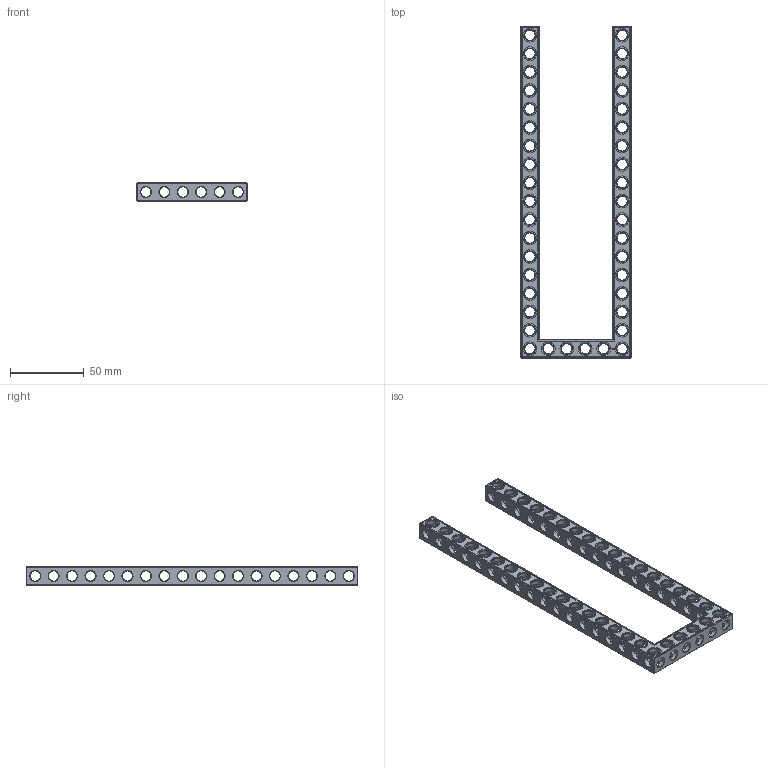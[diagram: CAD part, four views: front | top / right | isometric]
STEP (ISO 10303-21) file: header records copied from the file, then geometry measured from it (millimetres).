
FILE_DESCRIPTION(('FreeCAD Model'),'2;1');
FILE_NAME('Open CASCADE Shape Model','2022-02-23T20:21:48',( 'Paulo Kiefe'),('STEMFIE.org'),'Open CASCADE STEP processor 7.5', 'FreeCAD','Unknown');
FILE_SCHEMA(('AUTOMOTIVE_DESIGN { 1 0 10303 214 1 1 1 1 }'));
Products named in the file (1): Beam AGD ESS USH SYM BU06x18x01 - SPN-BEM-0374 (stemfie.org)
Bounding box: 75 x 225 x 12.5 mm (x, y, z)
Volume: 39096.1 mm3; surface area: 34889.4 mm2
Topology: 1 solids, 1 shells, 962 faces, 2929 edges, 1882 vertices
Faces by surface type: plane 425, cylinder 241, cone 162, extrusion 134
Full cylindrical faces by diameter (mm): 6.98 x38, 7 x163, 9.2 x40
Entity records: 247996 total; most frequent: CARTESIAN_POINT 193494, DIRECTION 8793, ORIENTED_EDGE 5858, PCURVE 5858, DEFINITIONAL_REPRESENTATION 5858, VECTOR 5497, LINE 5363, EDGE_CURVE 2929
